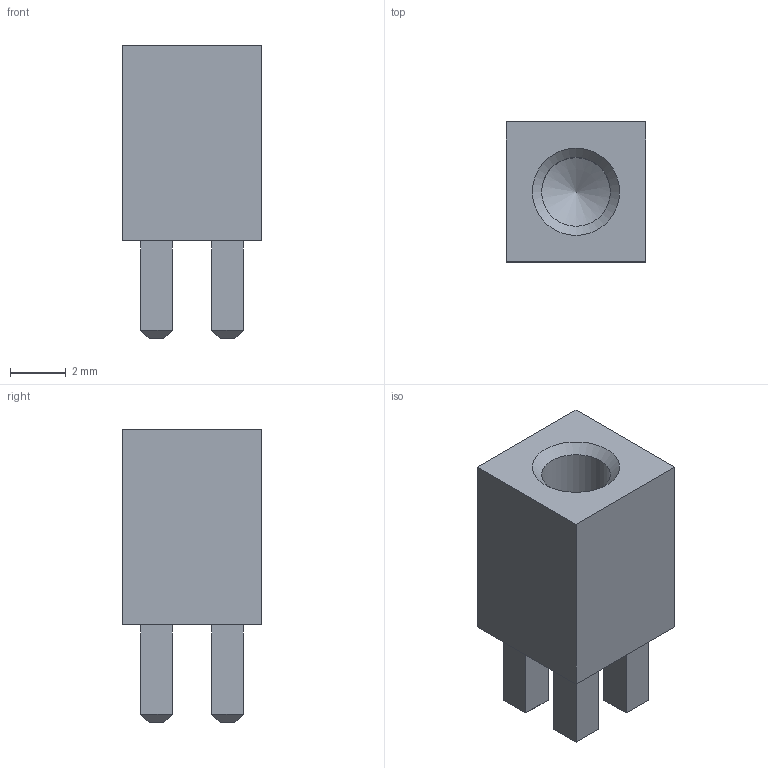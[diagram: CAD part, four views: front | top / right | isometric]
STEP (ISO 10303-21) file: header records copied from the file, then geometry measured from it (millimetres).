
FILE_DESCRIPTION(/* description */ ('Unknown'),/* implementation_level */ '2;1');
FILE_NAME(/* name */ 'MP_Wurth_WP-BUFU_7462810',/* time_stamp */ '2026-01-20T15:31:30+08:00',/* author */ ('Unknown'),/* organization */ ('Unknown'),/* preprocessor_version */ 'ST-DEVELOPER v19.4',/* originating_system */ 'Solid Edge',/* authorisation */ 'Unknown');
FILE_SCHEMA (('AUTOMOTIVE_DESIGN {1 0 10303 214 3 1 1}'));
Length unit declared in the file: millimetre
Products named in the file (1): MP_Wurth_WP-BUFU_7462810
Bounding box: 5 x 5 x 10.5 mm (x, y, z)
Volume: 163.2 mm3; surface area: 293.5 mm2
Topology: 1 solids, 1 shells, 46 faces, 103 edges, 63 vertices
Faces by surface type: plane 42, cylinder 2, cone 2
Full cylindrical faces by diameter (mm): 2.459 x2
Entity records: 1538 total; most frequent: CARTESIAN_POINT 204, DIRECTION 194, ORIENTED_EDGE 192, EDGE_CURVE 96, LINE 92, VECTOR 92, VERTEX_POINT 61, FACE_BOUND 55
